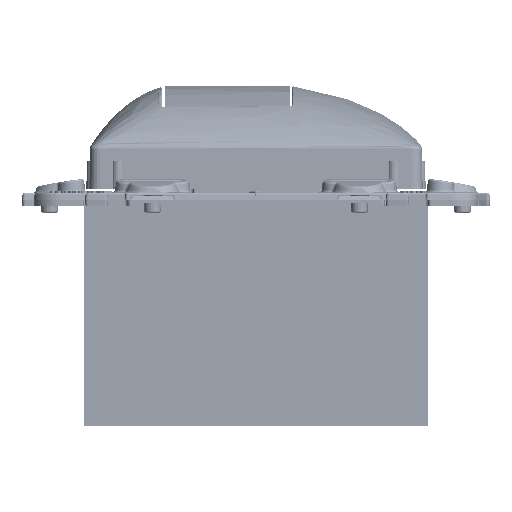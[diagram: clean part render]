
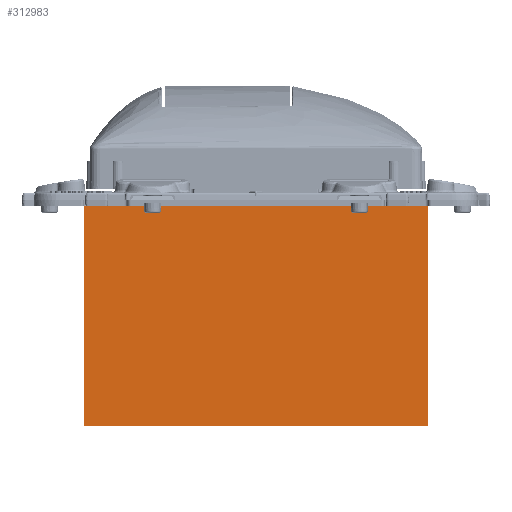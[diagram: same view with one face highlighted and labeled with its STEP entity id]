
A CAD part, left-side view. The second image highlights one B-rep face of the part: STEP entity #312983.
In plain terms, the highlighted planar face has unit normal (-1, 0, 0).
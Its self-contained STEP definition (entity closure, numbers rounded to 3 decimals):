
#312961=AXIS2_PLACEMENT_3D('Plane Axis2P3D',#312958,#312959,#312960) ;
#105934=CARTESIAN_POINT('Vertex',(-27.5,9.38,0.)) ;
#105955=CARTESIAN_POINT('Vertex',(-27.5,4.117,0.)) ;
#107931=CARTESIAN_POINT('Vertex',(-27.5,27.5,0.)) ;
#107934=CARTESIAN_POINT('Line Origine',(-27.5,18.44,0.)) ;
#107939=CARTESIAN_POINT('Line Origine',(-27.5,-11.692,0.)) ;
#107943=CARTESIAN_POINT('Vertex',(-27.5,-27.5,0.)) ;
#224965=CARTESIAN_POINT('Line Origine',(-27.5,6.749,0.)) ;
#312931=CARTESIAN_POINT('Vertex',(-27.5,27.5,-35.)) ;
#312934=CARTESIAN_POINT('Line Origine',(-27.5,27.5,-17.5)) ;
#312958=CARTESIAN_POINT('Axis2P3D Location',(-27.5,-27.5,0.)) ;
#312963=CARTESIAN_POINT('Line Origine',(-27.5,0.,-35.)) ;
#312967=CARTESIAN_POINT('Vertex',(-27.5,-27.5,-35.)) ;
#312970=CARTESIAN_POINT('Line Origine',(-27.5,-27.5,-17.5)) ;
#107935=DIRECTION('Vector Direction',(0.,1.,0.)) ;
#107940=DIRECTION('Vector Direction',(0.,1.,0.)) ;
#224966=DIRECTION('Vector Direction',(0.,1.,0.)) ;
#312935=DIRECTION('Vector Direction',(0.,0.,-1.)) ;
#312959=DIRECTION('Axis2P3D Direction',(-1.,0.,0.)) ;
#312960=DIRECTION('Axis2P3D XDirection',(0.,1.,0.)) ;
#312964=DIRECTION('Vector Direction',(0.,1.,0.)) ;
#312971=DIRECTION('Vector Direction',(0.,0.,-1.)) ;
#107936=VECTOR('Line Direction',#107935,1.) ;
#107941=VECTOR('Line Direction',#107940,1.) ;
#224967=VECTOR('Line Direction',#224966,1.) ;
#312936=VECTOR('Line Direction',#312935,1.) ;
#312965=VECTOR('Line Direction',#312964,1.) ;
#312972=VECTOR('Line Direction',#312971,1.) ;
#312976=ORIENTED_EDGE('',*,*,#312969,.T.) ;
#312977=ORIENTED_EDGE('',*,*,#312974,.F.) ;
#312978=ORIENTED_EDGE('',*,*,#107945,.F.) ;
#312979=ORIENTED_EDGE('',*,*,#224969,.F.) ;
#312980=ORIENTED_EDGE('',*,*,#107938,.F.) ;
#312981=ORIENTED_EDGE('',*,*,#312938,.T.) ;
#312983=ADVANCED_FACE('PartBody',(#312982),#312962,.T.) ;
#107938=EDGE_CURVE('',#107932,#105935,#107937,.F.) ;
#107945=EDGE_CURVE('',#105956,#107944,#107942,.F.) ;
#224969=EDGE_CURVE('',#105935,#105956,#224968,.F.) ;
#312938=EDGE_CURVE('',#107932,#312932,#312937,.T.) ;
#312969=EDGE_CURVE('',#312932,#312968,#312966,.F.) ;
#312974=EDGE_CURVE('',#107944,#312968,#312973,.T.) ;
#312975=EDGE_LOOP('',(#312976,#312977,#312978,#312979,#312980,#312981)) ;
#312982=FACE_OUTER_BOUND('',#312975,.T.) ;
#107937=LINE('Line',#107934,#107936) ;
#107942=LINE('Line',#107939,#107941) ;
#224968=LINE('Line',#224965,#224967) ;
#312937=LINE('Line',#312934,#312936) ;
#312966=LINE('Line',#312963,#312965) ;
#312973=LINE('Line',#312970,#312972) ;
#312962=PLANE('',#312961) ;
#105935=VERTEX_POINT('',#105934) ;
#105956=VERTEX_POINT('',#105955) ;
#107932=VERTEX_POINT('',#107931) ;
#107944=VERTEX_POINT('',#107943) ;
#312932=VERTEX_POINT('',#312931) ;
#312968=VERTEX_POINT('',#312967) ;
